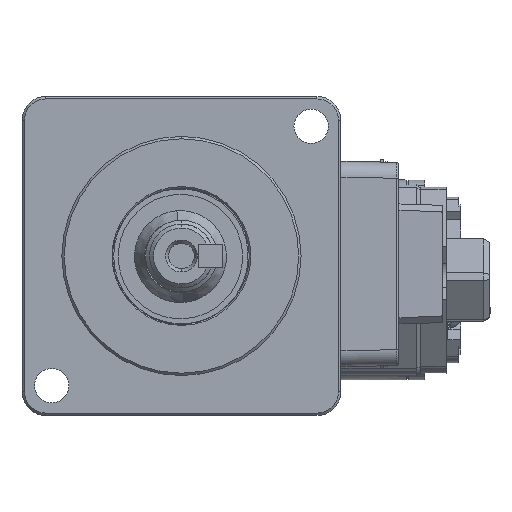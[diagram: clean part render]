
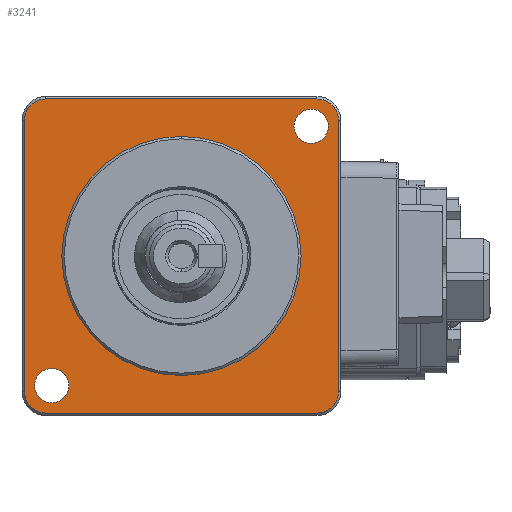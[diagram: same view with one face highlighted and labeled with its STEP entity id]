
A CAD part, left-side view. The second image highlights one B-rep face of the part: STEP entity #3241.
In plain terms, the highlighted planar face has unit normal (-1, 0, 0).
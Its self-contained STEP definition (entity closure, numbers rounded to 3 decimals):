
#267 = CARTESIAN_POINT ( 'NONE',  ( 14., 36.136, -38.339 ) ) ;
#300 = CIRCLE ( 'NONE', #13272, 2.7 ) ;
#412 = DIRECTION ( 'NONE',  ( 0., 0., 1. ) ) ;
#863 = AXIS2_PLACEMENT_3D ( 'NONE', #31854, #4240, #6896 ) ;
#1395 = AXIS2_PLACEMENT_3D ( 'NONE', #14361, #9041, #16812 ) ;
#1426 = CIRCLE ( 'NONE', #1395, 2.7 ) ;
#2132 = ORIENTED_EDGE ( 'NONE', *, *, #9159, .T. ) ;
#2790 = LINE ( 'NONE', #10702, #9580 ) ;
#3131 = CARTESIAN_POINT ( 'NONE',  ( 14., 39.573, -36.926 ) ) ;
#3241 = ADVANCED_FACE ( 'NONE', ( #28213, #21471, #14336, #23887 ), #14004, .T. ) ;
#3775 = CIRCLE ( 'NONE', #12634, 15. ) ;
#3879 = CARTESIAN_POINT ( 'NONE',  ( 14., 2.873, -2.926 ) ) ;
#3935 = EDGE_CURVE ( 'NONE', #24196, #6094, #32199, .T. ) ;
#4013 = VERTEX_POINT ( 'NONE', #20801 ) ;
#4240 = DIRECTION ( 'NONE',  ( -1., 0., 0. ) ) ;
#4258 = DIRECTION ( 'NONE',  ( -1., 0., 0. ) ) ;
#4487 = DIRECTION ( 'NONE',  ( -1., 0., 0. ) ) ;
#5139 = VERTEX_POINT ( 'NONE', #16130 ) ;
#5171 = EDGE_CURVE ( 'NONE', #15756, #26134, #2790, .T. ) ;
#5338 = VERTEX_POINT ( 'NONE', #25202 ) ;
#5368 = AXIS2_PLACEMENT_3D ( 'NONE', #26578, #11690, #29436 ) ;
#5369 = EDGE_LOOP ( 'NONE', ( #28987, #16832 ) ) ;
#5412 = DIRECTION ( 'NONE',  ( 0., 0., 1. ) ) ;
#5590 = DIRECTION ( 'NONE',  ( 0., 0., 1. ) ) ;
#5627 = AXIS2_PLACEMENT_3D ( 'NONE', #10419, #18068, #5412 ) ;
#6024 = DIRECTION ( 'NONE',  ( 0., 0., -1. ) ) ;
#6090 = CARTESIAN_POINT ( 'NONE',  ( 14., 36.136, -34.039 ) ) ;
#6094 = VERTEX_POINT ( 'NONE', #31657 ) ;
#6207 = DIRECTION ( 'NONE',  ( -1., 0., 0. ) ) ;
#6896 = DIRECTION ( 'NONE',  ( 0., 0., 1. ) ) ;
#7019 = DIRECTION ( 'NONE',  ( 0., 0., 1. ) ) ;
#7409 = EDGE_LOOP ( 'NONE', ( #15806, #15111 ) ) ;
#8092 = DIRECTION ( 'NONE',  ( 0., 0., 1. ) ) ;
#8153 = ORIENTED_EDGE ( 'NONE', *, *, #5171, .T. ) ;
#8908 = DIRECTION ( 'NONE',  ( 0., 0., 1. ) ) ;
#8983 = VERTEX_POINT ( 'NONE', #267 ) ;
#9041 = DIRECTION ( 'NONE',  ( -1., 0., 0. ) ) ;
#9159 = EDGE_CURVE ( 'NONE', #5338, #15097, #17286, .T. ) ;
#9580 = VECTOR ( 'NONE', #6024, 1000. ) ;
#9993 = DIRECTION ( 'NONE',  ( 0., 1., 0. ) ) ;
#10061 = VERTEX_POINT ( 'NONE', #15042 ) ;
#10355 = VECTOR ( 'NONE', #22824, 1000. ) ;
#10419 = CARTESIAN_POINT ( 'NONE',  ( 14., 36.136, -36.189 ) ) ;
#10702 = CARTESIAN_POINT ( 'NONE',  ( 14., 39.573, -36.926 ) ) ;
#10726 = LINE ( 'NONE', #12863, #16693 ) ;
#11466 = EDGE_CURVE ( 'NONE', #26134, #5338, #300, .T. ) ;
#11690 = DIRECTION ( 'NONE',  ( -1., 0., 0. ) ) ;
#12065 = AXIS2_PLACEMENT_3D ( 'NONE', #30839, #18198, #8092 ) ;
#12389 = AXIS2_PLACEMENT_3D ( 'NONE', #24153, #4487, #7019 ) ;
#12526 = CIRCLE ( 'NONE', #25402, 15. ) ;
#12634 = AXIS2_PLACEMENT_3D ( 'NONE', #13351, #18129, #5590 ) ;
#12646 = EDGE_CURVE ( 'NONE', #5139, #24787, #12526, .T. ) ;
#12863 = CARTESIAN_POINT ( 'NONE',  ( 14., 36.873, -0.226 ) ) ;
#13092 = VERTEX_POINT ( 'NONE', #6090 ) ;
#13229 = CIRCLE ( 'NONE', #5627, 2.15 ) ;
#13272 = AXIS2_PLACEMENT_3D ( 'NONE', #31507, #6207, #21417 ) ;
#13351 = CARTESIAN_POINT ( 'NONE',  ( 14., 19.873, -19.926 ) ) ;
#14004 = PLANE ( 'NONE',  #5368 ) ;
#14077 = ORIENTED_EDGE ( 'NONE', *, *, #30742, .T. ) ;
#14336 = FACE_BOUND ( 'NONE', #5369, .T. ) ;
#14361 = CARTESIAN_POINT ( 'NONE',  ( 14., 36.873, -2.926 ) ) ;
#15042 = CARTESIAN_POINT ( 'NONE',  ( 14., 36.873, -0.226 ) ) ;
#15097 = VERTEX_POINT ( 'NONE', #24531 ) ;
#15111 = ORIENTED_EDGE ( 'NONE', *, *, #12646, .F. ) ;
#15254 = EDGE_LOOP ( 'NONE', ( #29924, #28736 ) ) ;
#15701 = EDGE_LOOP ( 'NONE', ( #14077, #17676, #30563, #8153, #28963, #2132, #16914, #23789 ) ) ;
#15756 = VERTEX_POINT ( 'NONE', #25555 ) ;
#15806 = ORIENTED_EDGE ( 'NONE', *, *, #22910, .F. ) ;
#16130 = CARTESIAN_POINT ( 'NONE',  ( 14., 19.873, -4.926 ) ) ;
#16487 = VECTOR ( 'NONE', #26641, 1000. ) ;
#16558 = CIRCLE ( 'NONE', #12389, 2.15 ) ;
#16693 = VECTOR ( 'NONE', #9993, 1000. ) ;
#16812 = DIRECTION ( 'NONE',  ( 0., 0., 1. ) ) ;
#16832 = ORIENTED_EDGE ( 'NONE', *, *, #21826, .F. ) ;
#16914 = ORIENTED_EDGE ( 'NONE', *, *, #30363, .T. ) ;
#17286 = LINE ( 'NONE', #26971, #16487 ) ;
#17676 = ORIENTED_EDGE ( 'NONE', *, *, #24888, .T. ) ;
#17912 = VERTEX_POINT ( 'NONE', #30182 ) ;
#18068 = DIRECTION ( 'NONE',  ( -1., 0., 0. ) ) ;
#18129 = DIRECTION ( 'NONE',  ( -1., 0., 0. ) ) ;
#18198 = DIRECTION ( 'NONE',  ( -1., 0., 0. ) ) ;
#20801 = CARTESIAN_POINT ( 'NONE',  ( 14., 3.609, -1.512 ) ) ;
#21122 = VERTEX_POINT ( 'NONE', #31587 ) ;
#21417 = DIRECTION ( 'NONE',  ( 0., 0., 1. ) ) ;
#21471 = FACE_BOUND ( 'NONE', #7409, .T. ) ;
#21637 = DIRECTION ( 'NONE',  ( -1., 0., 0. ) ) ;
#21675 = CARTESIAN_POINT ( 'NONE',  ( 14., 19.873, -19.926 ) ) ;
#21748 = DIRECTION ( 'NONE',  ( 0., 0., 1. ) ) ;
#21826 = EDGE_CURVE ( 'NONE', #8983, #13092, #16558, .T. ) ;
#22014 = CIRCLE ( 'NONE', #30614, 2.15 ) ;
#22824 = DIRECTION ( 'NONE',  ( 0., 0., 1. ) ) ;
#22910 = EDGE_CURVE ( 'NONE', #24787, #5139, #3775, .T. ) ;
#23789 = ORIENTED_EDGE ( 'NONE', *, *, #3935, .T. ) ;
#23834 = EDGE_CURVE ( 'NONE', #13092, #8983, #13229, .T. ) ;
#23887 = FACE_BOUND ( 'NONE', #15254, .T. ) ;
#24017 = CARTESIAN_POINT ( 'NONE',  ( 14., 3.609, -3.662 ) ) ;
#24153 = CARTESIAN_POINT ( 'NONE',  ( 14., 36.136, -36.189 ) ) ;
#24196 = VERTEX_POINT ( 'NONE', #26981 ) ;
#24531 = CARTESIAN_POINT ( 'NONE',  ( 14., 2.873, -39.626 ) ) ;
#24787 = VERTEX_POINT ( 'NONE', #29765 ) ;
#24888 = EDGE_CURVE ( 'NONE', #17912, #10061, #10726, .T. ) ;
#25202 = CARTESIAN_POINT ( 'NONE',  ( 14., 36.873, -39.626 ) ) ;
#25402 = AXIS2_PLACEMENT_3D ( 'NONE', #21675, #4258, #8908 ) ;
#25555 = CARTESIAN_POINT ( 'NONE',  ( 14., 39.573, -2.926 ) ) ;
#26042 = EDGE_CURVE ( 'NONE', #4013, #21122, #29711, .T. ) ;
#26134 = VERTEX_POINT ( 'NONE', #3131 ) ;
#26578 = CARTESIAN_POINT ( 'NONE',  ( 14., 19.873, -19.926 ) ) ;
#26641 = DIRECTION ( 'NONE',  ( 0., -1., 0. ) ) ;
#26971 = CARTESIAN_POINT ( 'NONE',  ( 14., 2.873, -39.626 ) ) ;
#26981 = CARTESIAN_POINT ( 'NONE',  ( 14., 0.173, -36.926 ) ) ;
#27044 = CIRCLE ( 'NONE', #27291, 2.7 ) ;
#27291 = AXIS2_PLACEMENT_3D ( 'NONE', #3879, #21637, #21748 ) ;
#28196 = DIRECTION ( 'NONE',  ( -1., 0., 0. ) ) ;
#28213 = FACE_OUTER_BOUND ( 'NONE', #15701, .T. ) ;
#28736 = ORIENTED_EDGE ( 'NONE', *, *, #29011, .F. ) ;
#28963 = ORIENTED_EDGE ( 'NONE', *, *, #11466, .T. ) ;
#28987 = ORIENTED_EDGE ( 'NONE', *, *, #23834, .F. ) ;
#29011 = EDGE_CURVE ( 'NONE', #21122, #4013, #22014, .T. ) ;
#29436 = DIRECTION ( 'NONE',  ( 0., 0., 1. ) ) ;
#29711 = CIRCLE ( 'NONE', #12065, 2.15 ) ;
#29765 = CARTESIAN_POINT ( 'NONE',  ( 14., 19.873, -34.926 ) ) ;
#29924 = ORIENTED_EDGE ( 'NONE', *, *, #26042, .F. ) ;
#30182 = CARTESIAN_POINT ( 'NONE',  ( 14., 2.873, -0.226 ) ) ;
#30363 = EDGE_CURVE ( 'NONE', #15097, #24196, #31422, .T. ) ;
#30563 = ORIENTED_EDGE ( 'NONE', *, *, #32935, .T. ) ;
#30614 = AXIS2_PLACEMENT_3D ( 'NONE', #24017, #28196, #412 ) ;
#30678 = CARTESIAN_POINT ( 'NONE',  ( 14., 0.173, -2.926 ) ) ;
#30742 = EDGE_CURVE ( 'NONE', #6094, #17912, #27044, .T. ) ;
#30839 = CARTESIAN_POINT ( 'NONE',  ( 14., 3.609, -3.662 ) ) ;
#31422 = CIRCLE ( 'NONE', #863, 2.7 ) ;
#31507 = CARTESIAN_POINT ( 'NONE',  ( 14., 36.873, -36.926 ) ) ;
#31587 = CARTESIAN_POINT ( 'NONE',  ( 14., 3.609, -5.812 ) ) ;
#31657 = CARTESIAN_POINT ( 'NONE',  ( 14., 0.173, -2.926 ) ) ;
#31854 = CARTESIAN_POINT ( 'NONE',  ( 14., 2.873, -36.926 ) ) ;
#32199 = LINE ( 'NONE', #30678, #10355 ) ;
#32935 = EDGE_CURVE ( 'NONE', #10061, #15756, #1426, .T. ) ;
